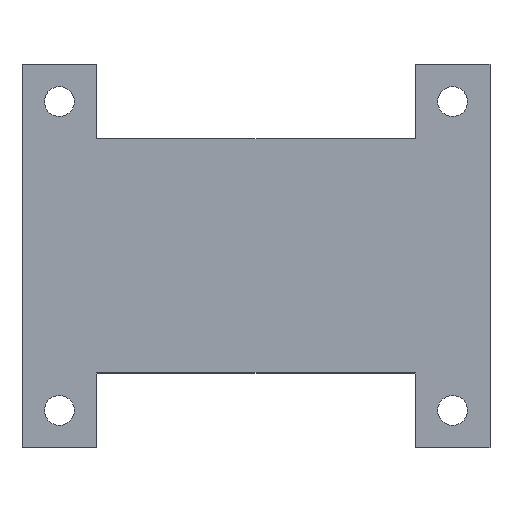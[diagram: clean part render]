
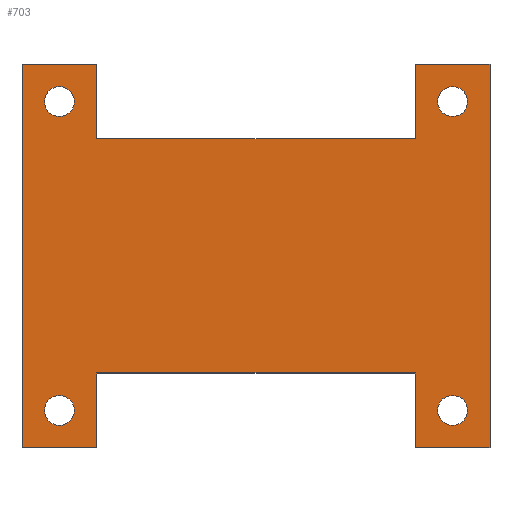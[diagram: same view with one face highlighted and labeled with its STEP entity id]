
A CAD part, top view. The second image highlights one B-rep face of the part: STEP entity #703.
In plain terms, the highlighted planar face has unit normal (0, 0, 1).
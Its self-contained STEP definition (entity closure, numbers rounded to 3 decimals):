
#63=CARTESIAN_POINT('Vertex',(17.,12.5,0.5)) ;
#77=CARTESIAN_POINT('Vertex',(-17.,12.5,0.5)) ;
#80=CARTESIAN_POINT('Line Origine',(0.,12.5,0.5)) ;
#108=CARTESIAN_POINT('Vertex',(-17.,20.5,0.5)) ;
#111=CARTESIAN_POINT('Line Origine',(-17.,16.5,0.5)) ;
#139=CARTESIAN_POINT('Vertex',(-25.,20.5,0.5)) ;
#142=CARTESIAN_POINT('Line Origine',(-21.,20.5,0.5)) ;
#170=CARTESIAN_POINT('Vertex',(-25.,-20.5,0.5)) ;
#173=CARTESIAN_POINT('Line Origine',(-25.,0.,0.5)) ;
#201=CARTESIAN_POINT('Vertex',(-17.,-20.5,0.5)) ;
#204=CARTESIAN_POINT('Line Origine',(-21.,-20.5,0.5)) ;
#227=CARTESIAN_POINT('Vertex',(-17.,-12.5,0.5)) ;
#230=CARTESIAN_POINT('Line Origine',(-17.,-16.5,0.5)) ;
#258=CARTESIAN_POINT('Vertex',(17.,-12.5,0.5)) ;
#261=CARTESIAN_POINT('Line Origine',(0.,-12.5,0.5)) ;
#289=CARTESIAN_POINT('Vertex',(17.,-20.5,0.5)) ;
#292=CARTESIAN_POINT('Line Origine',(17.,-16.5,0.5)) ;
#315=CARTESIAN_POINT('Vertex',(25.,-20.5,0.5)) ;
#318=CARTESIAN_POINT('Line Origine',(21.,-20.5,0.5)) ;
#346=CARTESIAN_POINT('Vertex',(25.,20.5,0.5)) ;
#349=CARTESIAN_POINT('Line Origine',(25.,0.,0.5)) ;
#372=CARTESIAN_POINT('Vertex',(17.,20.5,0.5)) ;
#375=CARTESIAN_POINT('Line Origine',(21.,20.5,0.5)) ;
#392=CARTESIAN_POINT('Line Origine',(17.,16.5,0.5)) ;
#409=CARTESIAN_POINT('Axis2P3D Location',(21.,16.5,0.5)) ;
#413=CARTESIAN_POINT('Vertex',(19.4,16.5,0.5)) ;
#415=CARTESIAN_POINT('Vertex',(22.6,16.5,0.5)) ;
#444=CARTESIAN_POINT('Axis2P3D Location',(21.,16.5,0.5)) ;
#466=CARTESIAN_POINT('Axis2P3D Location',(21.,-16.5,0.5)) ;
#470=CARTESIAN_POINT('Vertex',(19.4,-16.5,0.5)) ;
#472=CARTESIAN_POINT('Vertex',(22.6,-16.5,0.5)) ;
#501=CARTESIAN_POINT('Axis2P3D Location',(21.,-16.5,0.5)) ;
#523=CARTESIAN_POINT('Axis2P3D Location',(-21.,-16.5,0.5)) ;
#527=CARTESIAN_POINT('Vertex',(-19.4,-16.5,0.5)) ;
#529=CARTESIAN_POINT('Vertex',(-22.6,-16.5,0.5)) ;
#558=CARTESIAN_POINT('Axis2P3D Location',(-21.,-16.5,0.5)) ;
#580=CARTESIAN_POINT('Axis2P3D Location',(-21.,16.5,0.5)) ;
#584=CARTESIAN_POINT('Vertex',(-19.4,16.5,0.5)) ;
#586=CARTESIAN_POINT('Vertex',(-22.6,16.5,0.5)) ;
#615=CARTESIAN_POINT('Axis2P3D Location',(-21.,16.5,0.5)) ;
#668=CARTESIAN_POINT('Axis2P3D Location',(0.,0.,0.5)) ;
#81=DIRECTION('Vector Direction',(1.,0.,0.)) ;
#112=DIRECTION('Vector Direction',(0.,1.,0.)) ;
#143=DIRECTION('Vector Direction',(-1.,0.,0.)) ;
#174=DIRECTION('Vector Direction',(0.,-1.,0.)) ;
#205=DIRECTION('Vector Direction',(-1.,0.,0.)) ;
#231=DIRECTION('Vector Direction',(0.,-1.,0.)) ;
#262=DIRECTION('Vector Direction',(-1.,0.,0.)) ;
#293=DIRECTION('Vector Direction',(0.,-1.,0.)) ;
#319=DIRECTION('Vector Direction',(1.,0.,0.)) ;
#350=DIRECTION('Vector Direction',(0.,-1.,0.)) ;
#376=DIRECTION('Vector Direction',(1.,0.,0.)) ;
#393=DIRECTION('Vector Direction',(0.,1.,0.)) ;
#410=DIRECTION('Axis2P3D Direction',(0.,0.,1.)) ;
#445=DIRECTION('Axis2P3D Direction',(0.,0.,1.)) ;
#467=DIRECTION('Axis2P3D Direction',(0.,0.,1.)) ;
#502=DIRECTION('Axis2P3D Direction',(0.,0.,1.)) ;
#524=DIRECTION('Axis2P3D Direction',(0.,0.,1.)) ;
#559=DIRECTION('Axis2P3D Direction',(0.,0.,1.)) ;
#581=DIRECTION('Axis2P3D Direction',(0.,0.,1.)) ;
#616=DIRECTION('Axis2P3D Direction',(0.,0.,1.)) ;
#669=DIRECTION('Axis2P3D Direction',(0.,0.,1.)) ;
#670=DIRECTION('Axis2P3D XDirection',(1.,0.,0.)) ;
#411=AXIS2_PLACEMENT_3D('Circle Axis2P3D',#409,#410,$) ;
#446=AXIS2_PLACEMENT_3D('Circle Axis2P3D',#444,#445,$) ;
#468=AXIS2_PLACEMENT_3D('Circle Axis2P3D',#466,#467,$) ;
#503=AXIS2_PLACEMENT_3D('Circle Axis2P3D',#501,#502,$) ;
#525=AXIS2_PLACEMENT_3D('Circle Axis2P3D',#523,#524,$) ;
#560=AXIS2_PLACEMENT_3D('Circle Axis2P3D',#558,#559,$) ;
#582=AXIS2_PLACEMENT_3D('Circle Axis2P3D',#580,#581,$) ;
#617=AXIS2_PLACEMENT_3D('Circle Axis2P3D',#615,#616,$) ;
#671=AXIS2_PLACEMENT_3D('Plane Axis2P3D',#668,#669,#670) ;
#674=ORIENTED_EDGE('',*,*,#84,.T.) ;
#675=ORIENTED_EDGE('',*,*,#115,.T.) ;
#676=ORIENTED_EDGE('',*,*,#146,.T.) ;
#677=ORIENTED_EDGE('',*,*,#177,.T.) ;
#678=ORIENTED_EDGE('',*,*,#208,.T.) ;
#679=ORIENTED_EDGE('',*,*,#234,.T.) ;
#680=ORIENTED_EDGE('',*,*,#265,.T.) ;
#681=ORIENTED_EDGE('',*,*,#296,.T.) ;
#682=ORIENTED_EDGE('',*,*,#322,.T.) ;
#683=ORIENTED_EDGE('',*,*,#353,.T.) ;
#684=ORIENTED_EDGE('',*,*,#379,.T.) ;
#685=ORIENTED_EDGE('',*,*,#396,.T.) ;
#688=ORIENTED_EDGE('',*,*,#417,.F.) ;
#689=ORIENTED_EDGE('',*,*,#448,.F.) ;
#692=ORIENTED_EDGE('',*,*,#474,.F.) ;
#693=ORIENTED_EDGE('',*,*,#505,.F.) ;
#696=ORIENTED_EDGE('',*,*,#531,.F.) ;
#697=ORIENTED_EDGE('',*,*,#562,.F.) ;
#700=ORIENTED_EDGE('',*,*,#588,.F.) ;
#701=ORIENTED_EDGE('',*,*,#619,.F.) ;
#690=FACE_BOUND('',#687,.T.) ;
#694=FACE_BOUND('',#691,.T.) ;
#698=FACE_BOUND('',#695,.T.) ;
#702=FACE_BOUND('',#699,.T.) ;
#82=VECTOR('Line Direction',#81,1.) ;
#113=VECTOR('Line Direction',#112,1.) ;
#144=VECTOR('Line Direction',#143,1.) ;
#175=VECTOR('Line Direction',#174,1.) ;
#206=VECTOR('Line Direction',#205,1.) ;
#232=VECTOR('Line Direction',#231,1.) ;
#263=VECTOR('Line Direction',#262,1.) ;
#294=VECTOR('Line Direction',#293,1.) ;
#320=VECTOR('Line Direction',#319,1.) ;
#351=VECTOR('Line Direction',#350,1.) ;
#377=VECTOR('Line Direction',#376,1.) ;
#394=VECTOR('Line Direction',#393,1.) ;
#703=ADVANCED_FACE('PartBody',(#686,#690,#694,#698,#702),#672,.T.) ;
#412=CIRCLE('generated circle',#411,1.6) ;
#447=CIRCLE('generated circle',#446,1.6) ;
#469=CIRCLE('generated circle',#468,1.6) ;
#504=CIRCLE('generated circle',#503,1.6) ;
#526=CIRCLE('generated circle',#525,1.6) ;
#561=CIRCLE('generated circle',#560,1.6) ;
#583=CIRCLE('generated circle',#582,1.6) ;
#618=CIRCLE('generated circle',#617,1.6) ;
#84=EDGE_CURVE('',#64,#78,#83,.F.) ;
#115=EDGE_CURVE('',#78,#109,#114,.T.) ;
#146=EDGE_CURVE('',#109,#140,#145,.T.) ;
#177=EDGE_CURVE('',#140,#171,#176,.T.) ;
#208=EDGE_CURVE('',#171,#202,#207,.F.) ;
#234=EDGE_CURVE('',#202,#228,#233,.F.) ;
#265=EDGE_CURVE('',#228,#259,#264,.F.) ;
#296=EDGE_CURVE('',#259,#290,#295,.T.) ;
#322=EDGE_CURVE('',#290,#316,#321,.T.) ;
#353=EDGE_CURVE('',#316,#347,#352,.F.) ;
#379=EDGE_CURVE('',#347,#373,#378,.F.) ;
#396=EDGE_CURVE('',#373,#64,#395,.F.) ;
#417=EDGE_CURVE('',#414,#416,#412,.T.) ;
#448=EDGE_CURVE('',#416,#414,#447,.T.) ;
#474=EDGE_CURVE('',#471,#473,#469,.T.) ;
#505=EDGE_CURVE('',#473,#471,#504,.T.) ;
#531=EDGE_CURVE('',#528,#530,#526,.T.) ;
#562=EDGE_CURVE('',#530,#528,#561,.T.) ;
#588=EDGE_CURVE('',#585,#587,#583,.T.) ;
#619=EDGE_CURVE('',#587,#585,#618,.T.) ;
#673=EDGE_LOOP('',(#674,#675,#676,#677,#678,#679,#680,#681,#682,#683,#684,#685)) ;
#687=EDGE_LOOP('',(#688,#689)) ;
#691=EDGE_LOOP('',(#692,#693)) ;
#695=EDGE_LOOP('',(#696,#697)) ;
#699=EDGE_LOOP('',(#700,#701)) ;
#686=FACE_OUTER_BOUND('',#673,.T.) ;
#83=LINE('Line',#80,#82) ;
#114=LINE('Line',#111,#113) ;
#145=LINE('Line',#142,#144) ;
#176=LINE('Line',#173,#175) ;
#207=LINE('Line',#204,#206) ;
#233=LINE('Line',#230,#232) ;
#264=LINE('Line',#261,#263) ;
#295=LINE('Line',#292,#294) ;
#321=LINE('Line',#318,#320) ;
#352=LINE('Line',#349,#351) ;
#378=LINE('Line',#375,#377) ;
#395=LINE('Line',#392,#394) ;
#672=PLANE('',#671) ;
#64=VERTEX_POINT('',#63) ;
#78=VERTEX_POINT('',#77) ;
#109=VERTEX_POINT('',#108) ;
#140=VERTEX_POINT('',#139) ;
#171=VERTEX_POINT('',#170) ;
#202=VERTEX_POINT('',#201) ;
#228=VERTEX_POINT('',#227) ;
#259=VERTEX_POINT('',#258) ;
#290=VERTEX_POINT('',#289) ;
#316=VERTEX_POINT('',#315) ;
#347=VERTEX_POINT('',#346) ;
#373=VERTEX_POINT('',#372) ;
#414=VERTEX_POINT('',#413) ;
#416=VERTEX_POINT('',#415) ;
#471=VERTEX_POINT('',#470) ;
#473=VERTEX_POINT('',#472) ;
#528=VERTEX_POINT('',#527) ;
#530=VERTEX_POINT('',#529) ;
#585=VERTEX_POINT('',#584) ;
#587=VERTEX_POINT('',#586) ;
